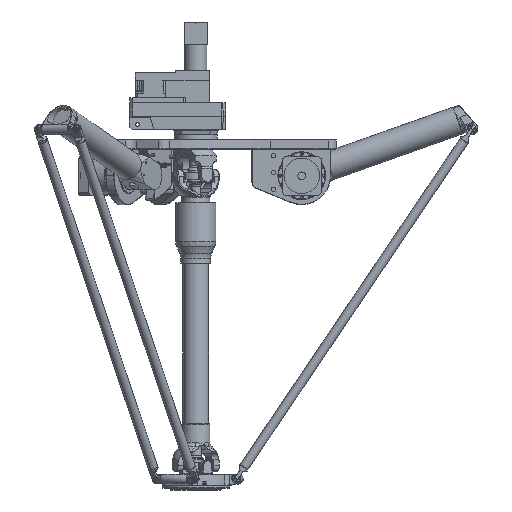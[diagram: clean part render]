
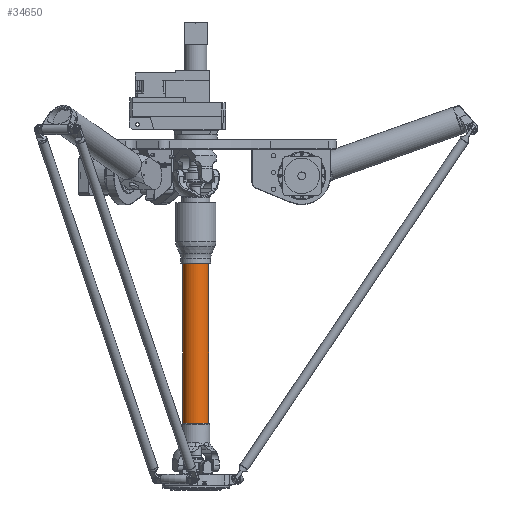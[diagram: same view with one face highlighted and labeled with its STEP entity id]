
A CAD part, front view. The second image highlights one B-rep face of the part: STEP entity #34650.
In plain terms, the highlighted cylindrical face has radius 40 mm (diameter 80 mm), a full revolution.
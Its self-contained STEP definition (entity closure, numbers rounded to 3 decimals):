
#1192=FACE_BOUND('',#9095,.T.);
#3569=CIRCLE('',#38398,40.);
#3616=CIRCLE('',#38499,40.);
#4410=CYLINDRICAL_SURFACE('',#38501,40.);
#6307=FACE_OUTER_BOUND('',#9094,.T.);
#9094=EDGE_LOOP('',(#30257));
#9095=EDGE_LOOP('',(#30258));
#17471=VERTEX_POINT('',#65522);
#17531=VERTEX_POINT('',#66111);
#21786=EDGE_CURVE('',#17471,#17471,#3569,.T.);
#21879=EDGE_CURVE('',#17531,#17531,#3616,.T.);
#30257=ORIENTED_EDGE('',*,*,#21786,.T.);
#30258=ORIENTED_EDGE('',*,*,#21879,.T.);
#34650=ADVANCED_FACE('',(#6307,#1192),#4410,.T.);
#38398=AXIS2_PLACEMENT_3D('',#65523,#47554,#47555);
#38499=AXIS2_PLACEMENT_3D('',#66112,#47784,#47785);
#38501=AXIS2_PLACEMENT_3D('',#66114,#47788,#47789);
#47554=DIRECTION('center_axis',(0.,-1.,0.));
#47555=DIRECTION('ref_axis',(-1.,0.,0.));
#47784=DIRECTION('center_axis',(0.,1.,0.));
#47785=DIRECTION('ref_axis',(-1.,0.,0.));
#47788=DIRECTION('center_axis',(0.,-1.,0.));
#47789=DIRECTION('ref_axis',(-1.,0.,0.));
#65522=CARTESIAN_POINT('',(0.,-5.,-40.));
#65523=CARTESIAN_POINT('Origin',(0.,-5.,0.));
#66111=CARTESIAN_POINT('',(40.,-501.,0.));
#66112=CARTESIAN_POINT('Origin',(0.,-501.,0.));
#66114=CARTESIAN_POINT('Origin',(0.,75.,0.));
